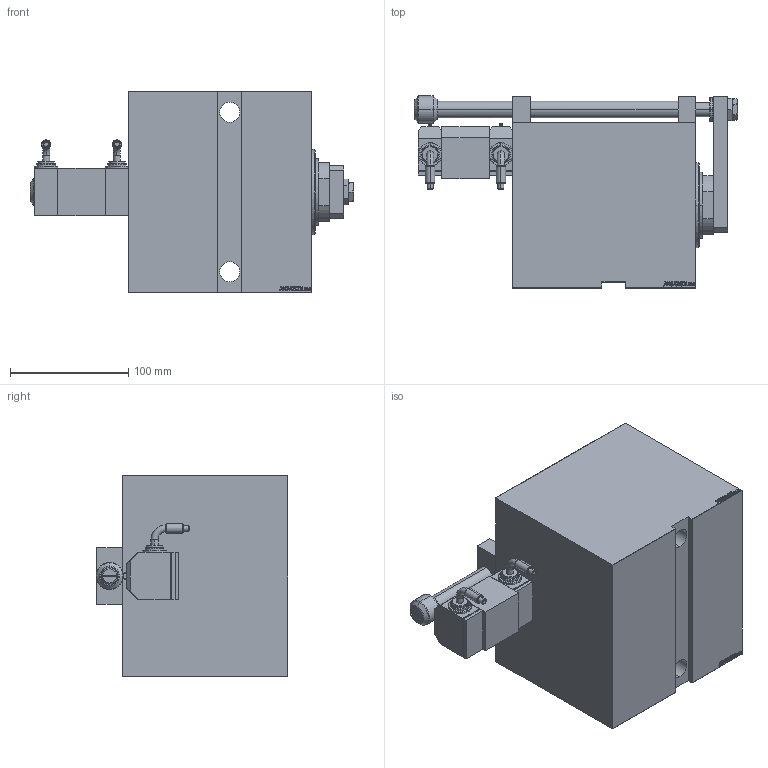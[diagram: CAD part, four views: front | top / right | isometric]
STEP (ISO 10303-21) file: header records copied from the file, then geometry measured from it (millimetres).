
FILE_DESCRIPTION (( 'STEP AP203' ), '1' );
FILE_NAME ('92ea.STEP', '2024-02-12T13:17:07', ( '' ), ( '' ), 'SwSTEP 2.0', 'SolidWorks 2019', '' );
FILE_SCHEMA (( 'CONFIG_CONTROL_DESIGN' ));
Length unit declared in the file: millimetre
Products named in the file (13): V450CM_E_VCP 25058c72bf407f5bb436b1f83ddefbff; TYC_P 25058c72bf407f5bb436b1f83ddefbff; NUT_D16 25058c72bf407f5bb436b1f83ddefbff; V450CM_VC_B 25058c72bf407f5bb436b1f83ddefbff; V450CM_E_Body 25058c72bf407f5bb436b1f83ddefbff; SWITCH_P_FRONT_BACK 25058c72bf407f5bb436b1f83ddefbff; ZARAZKA_P 25058c72bf407f5bb436b1f83ddefbff; NUT_D19_P 25058c72bf407f5bb436b1f83ddefbff; SWITCH DIM W_B 25058c72bf407f5bb436b1f83ddefbff; 92ea; MIDDLE 25058c72bf407f5bb436b1f83ddefbff; SWITCH P 25058c72bf407f5bb436b1f83ddefbff; KROUZEK_PRO_TYC 25058c72bf407f5bb436b1f83ddefbff
Assembly tree (14 placements, depth 2):
  92ea
    V450CM_E_Body 25058c72bf407f5bb436b1f83ddefbff
    V450CM_E_VCP 25058c72bf407f5bb436b1f83ddefbff
    V450CM_VC_B 25058c72bf407f5bb436b1f83ddefbff
    ZARAZKA_P 25058c72bf407f5bb436b1f83ddefbff
    KROUZEK_PRO_TYC 25058c72bf407f5bb436b1f83ddefbff
    MIDDLE 25058c72bf407f5bb436b1f83ddefbff
    NUT_D16 25058c72bf407f5bb436b1f83ddefbff
    NUT_D19_P 25058c72bf407f5bb436b1f83ddefbff
    SWITCH DIM W_B 25058c72bf407f5bb436b1f83ddefbff
    SWITCH P 25058c72bf407f5bb436b1f83ddefbff  x2
    SWITCH_P_FRONT_BACK 25058c72bf407f5bb436b1f83ddefbff  x2
    TYC_P 25058c72bf407f5bb436b1f83ddefbff
Bounding box: 274.3 x 162.5 x 170 mm (x, y, z)
Volume: 3589135.8 mm3; surface area: 353303.8 mm2
Topology: 14 solids, 14 shells, 1098 faces, 2738 edges, 1794 vertices
Faces by surface type: plane 525, bspline 384, cylinder 108, cone 49, torus 32
Entity records: 49951 total; most frequent: CARTESIAN_POINT 26491, ORIENTED_EDGE 5116, DIRECTION 3329, EDGE_CURVE 2558, VERTEX_POINT 1681, VECTOR 1489, LINE 1489, EDGE_LOOP 1163
